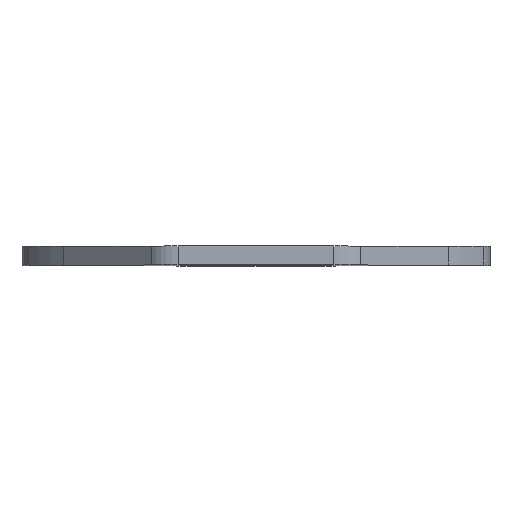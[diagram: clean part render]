
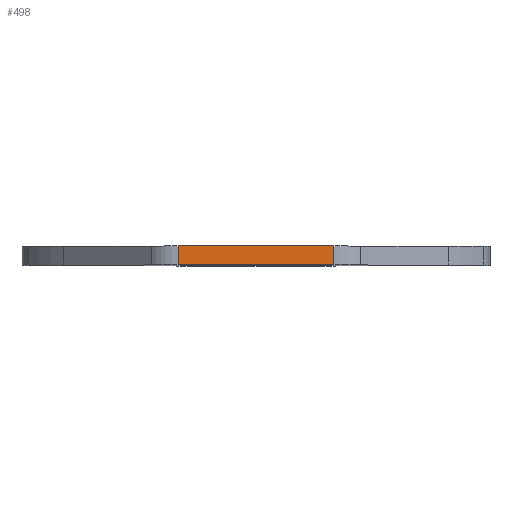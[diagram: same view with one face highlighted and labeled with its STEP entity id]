
A CAD part, top view. The second image highlights one B-rep face of the part: STEP entity #498.
In plain terms, the highlighted planar face has unit normal (0, 0, 1).
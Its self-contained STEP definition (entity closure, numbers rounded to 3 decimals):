
#240 = DIRECTION ( 'NONE',  ( 0., -1., 0. ) ) ;
#245 = CARTESIAN_POINT ( 'NONE',  ( -31., 3., 46. ) ) ;
#455 = ORIENTED_EDGE ( 'NONE', *, *, #2492, .F. ) ;
#498 = ADVANCED_FACE ( 'NONE', ( #1977 ), #551, .F. ) ;
#515 = VECTOR ( 'NONE', #1951, 1000. ) ;
#551 = PLANE ( 'NONE',  #1766 ) ;
#576 = CARTESIAN_POINT ( 'NONE',  ( -12.326, 10., 46. ) ) ;
#801 = VERTEX_POINT ( 'NONE', #1791 ) ;
#912 = DIRECTION ( 'NONE',  ( 0., -1., 0. ) ) ;
#965 = EDGE_CURVE ( 'NONE', #1053, #3530, #2796, .T. ) ;
#1053 = VERTEX_POINT ( 'NONE', #2257 ) ;
#1094 = VECTOR ( 'NONE', #3280, 1000. ) ;
#1412 = CARTESIAN_POINT ( 'NONE',  ( -12.326, 10., 46. ) ) ;
#1632 = ORIENTED_EDGE ( 'NONE', *, *, #2237, .T. ) ;
#1668 = DIRECTION ( 'NONE',  ( 0., 0., -1. ) ) ;
#1678 = LINE ( 'NONE', #576, #3243 ) ;
#1699 = CARTESIAN_POINT ( 'NONE',  ( 12.326, 3., 46. ) ) ;
#1734 = VECTOR ( 'NONE', #912, 1000. ) ;
#1766 = AXIS2_PLACEMENT_3D ( 'NONE', #1412, #1668, #2524 ) ;
#1791 = CARTESIAN_POINT ( 'NONE',  ( 12.326, 0., 46. ) ) ;
#1882 = EDGE_LOOP ( 'NONE', ( #3283, #1632, #455, #2361 ) ) ;
#1951 = DIRECTION ( 'NONE',  ( 1., 0., 0. ) ) ;
#1977 = FACE_OUTER_BOUND ( 'NONE', #1882, .T. ) ;
#2165 = LINE ( 'NONE', #2477, #1094 ) ;
#2237 = EDGE_CURVE ( 'NONE', #2503, #801, #2165, .T. ) ;
#2243 = EDGE_CURVE ( 'NONE', #1053, #2503, #1678, .T. ) ;
#2257 = CARTESIAN_POINT ( 'NONE',  ( -12.326, 3., 46. ) ) ;
#2323 = LINE ( 'NONE', #3125, #1734 ) ;
#2361 = ORIENTED_EDGE ( 'NONE', *, *, #965, .F. ) ;
#2477 = CARTESIAN_POINT ( 'NONE',  ( -12.326, 0., 46. ) ) ;
#2492 = EDGE_CURVE ( 'NONE', #3530, #801, #2323, .T. ) ;
#2503 = VERTEX_POINT ( 'NONE', #3442 ) ;
#2524 = DIRECTION ( 'NONE',  ( -1., 0., 0. ) ) ;
#2796 = LINE ( 'NONE', #245, #515 ) ;
#3125 = CARTESIAN_POINT ( 'NONE',  ( 12.326, 10., 46. ) ) ;
#3243 = VECTOR ( 'NONE', #240, 1000. ) ;
#3280 = DIRECTION ( 'NONE',  ( 1., 0., 0. ) ) ;
#3283 = ORIENTED_EDGE ( 'NONE', *, *, #2243, .T. ) ;
#3442 = CARTESIAN_POINT ( 'NONE',  ( -12.326, 0., 46. ) ) ;
#3530 = VERTEX_POINT ( 'NONE', #1699 ) ;
